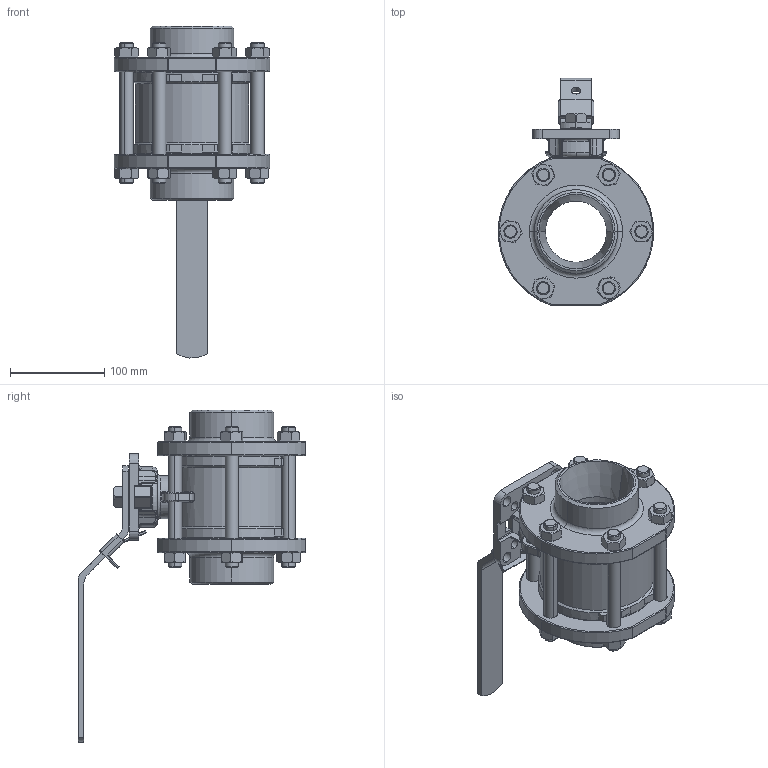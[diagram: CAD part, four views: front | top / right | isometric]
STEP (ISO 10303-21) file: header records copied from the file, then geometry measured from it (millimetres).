
FILE_DESCRIPTION (( 'STEP AP214' ), '1' );
FILE_NAME ('ZL9BK2J.STEP', '2010-09-29T05:53:03', ( 'Hsu22' ), ( 'Hollings' ), 'SwSTEP 2.0', 'SolidWorks 2008', '' );
FILE_SCHEMA (( 'AUTOMOTIVE_DESIGN' ));
Length unit declared in the file: millimetre
Products named in the file (7): SHJ0L9T10I0_預設; SDDL9T10IA3_預設; YSDM14 150_預設; YNM14_預設; ZL9BK2J; SBL9BK2JBEX0_預設; SAL9T10TWIACX2_預設
Assembly tree (24 placements, depth 2):
  ZL9BK2J
    YSDM14 150_預設  x6
    YNM14_預設  x13
    SHJ0L9T10I0_預設
    SBL9BK2JBEX0_預設  x2
    SDDL9T10IA3_預設
    SAL9T10TWIACX2_預設
Bounding box: 165 x 241.5 x 352.4 mm (x, y, z)
Volume: 1269949.3 mm3; surface area: 330581.2 mm2
Topology: 24 solids, 24 shells, 777 faces, 1876 edges, 1120 vertices
Faces by surface type: cylinder 267, plane 251, cone 108, torus 71, bspline 48, sphere 32
Entity records: 18675 total; most frequent: CARTESIAN_POINT 6251, DIRECTION 2677, ORIENTED_EDGE 2500, EDGE_CURVE 1250, AXIS2_PLACEMENT_3D 1099, VERTEX_POINT 757, CIRCLE 608, EDGE_LOOP 569
